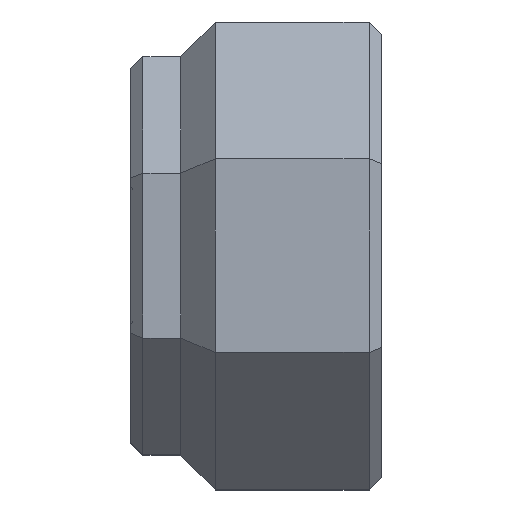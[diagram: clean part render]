
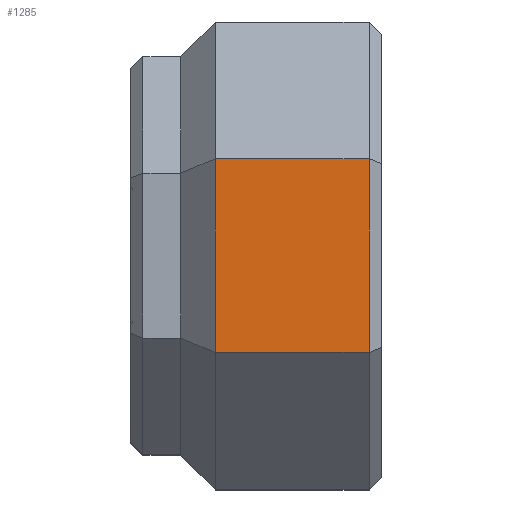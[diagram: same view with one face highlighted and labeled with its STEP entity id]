
A CAD part, top view. The second image highlights one B-rep face of the part: STEP entity #1285.
In plain terms, the highlighted planar face has unit normal (0, 0, 1).
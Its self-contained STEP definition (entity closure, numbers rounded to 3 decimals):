
#42=PLANE('',#1363);
#133=FACE_OUTER_BOUND('',#209,.T.);
#209=EDGE_LOOP('',(#1118,#1119,#1120,#1121));
#312=LINE('',#2977,#435);
#317=LINE('',#2987,#440);
#320=LINE('',#2993,#443);
#321=LINE('',#2994,#444);
#435=VECTOR('',#1546,10.);
#440=VECTOR('',#1555,10.);
#443=VECTOR('',#1560,10.);
#444=VECTOR('',#1561,10.);
#638=VERTEX_POINT('',#2970);
#640=VERTEX_POINT('',#2976);
#643=VERTEX_POINT('',#2986);
#645=VERTEX_POINT('',#2992);
#802=EDGE_CURVE('',#638,#640,#312,.T.);
#807=EDGE_CURVE('',#640,#643,#317,.T.);
#810=EDGE_CURVE('',#638,#645,#320,.T.);
#811=EDGE_CURVE('',#643,#645,#321,.T.);
#1118=ORIENTED_EDGE('',*,*,#802,.F.);
#1119=ORIENTED_EDGE('',*,*,#810,.T.);
#1120=ORIENTED_EDGE('',*,*,#811,.F.);
#1121=ORIENTED_EDGE('',*,*,#807,.F.);
#1285=ADVANCED_FACE('',(#133),#42,.T.);
#1363=AXIS2_PLACEMENT_3D('',#2991,#1558,#1559);
#1546=DIRECTION('',(0.,-1.,0.));
#1555=DIRECTION('',(-1.,0.,0.));
#1558=DIRECTION('center_axis',(0.,0.,1.));
#1559=DIRECTION('ref_axis',(0.,1.,0.));
#1560=DIRECTION('',(-1.,0.,0.));
#1561=DIRECTION('',(0.,1.,0.));
#2970=CARTESIAN_POINT('',(3.9,15.71,14.35));
#2976=CARTESIAN_POINT('',(3.9,9.29,14.35));
#2977=CARTESIAN_POINT('',(3.9,15.71,14.35));
#2986=CARTESIAN_POINT('',(-1.2,9.29,14.35));
#2987=CARTESIAN_POINT('',(3.9,9.29,14.35));
#2991=CARTESIAN_POINT('Origin',(3.9,9.29,14.35));
#2992=CARTESIAN_POINT('',(-1.2,15.71,14.35));
#2993=CARTESIAN_POINT('',(3.9,15.71,14.35));
#2994=CARTESIAN_POINT('',(-1.2,15.71,14.35));
